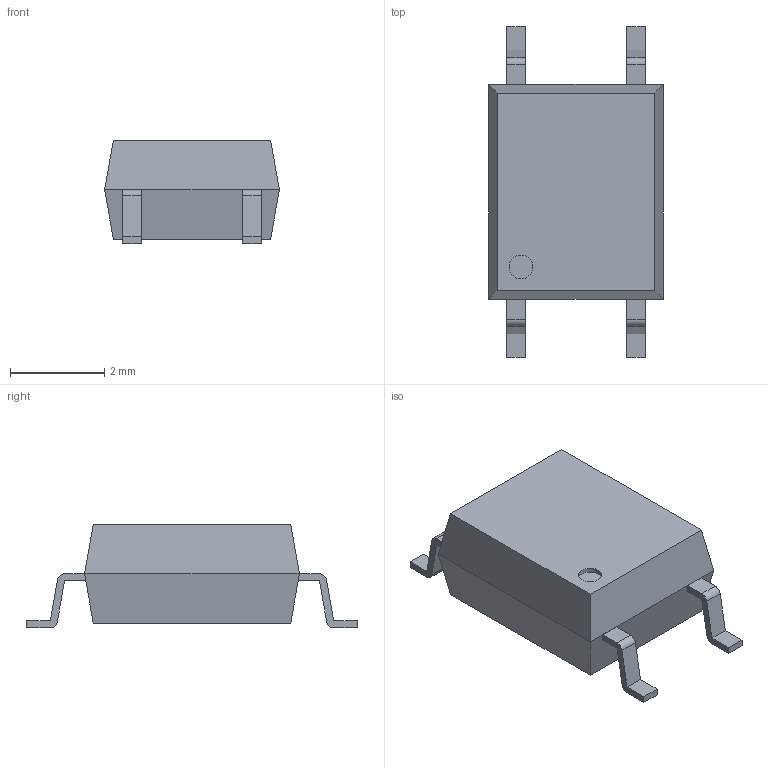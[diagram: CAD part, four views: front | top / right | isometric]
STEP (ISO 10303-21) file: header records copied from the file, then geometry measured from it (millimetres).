
FILE_DESCRIPTION (( 'STEP AP214' ), '1' );
FILE_NAME ('4pin SO6.STEP', '2017-12-27T01:07:18', ( 'admin' ), ( 'Microsoft' ), 'SwSTEP 2.0', 'SolidWorks 2015', '' );
FILE_SCHEMA (( 'AUTOMOTIVE_DESIGN' ));
Length unit declared in the file: millimetre
Products named in the file (1): 4pin SO6
Bounding box: 3.7 x 7 x 2.2 mm (x, y, z)
Volume: 32.7 mm3; surface area: 71 mm2
Topology: 5 solids, 5 shells, 61 faces, 146 edges, 96 vertices
Faces by surface type: plane 51, cylinder 10
Entity records: 2214 total; most frequent: CARTESIAN_POINT 304, ORIENTED_EDGE 292, DIRECTION 290, EDGE_CURVE 146, LINE 126, VECTOR 126, VERTEX_POINT 96, AXIS2_PLACEMENT_3D 82
